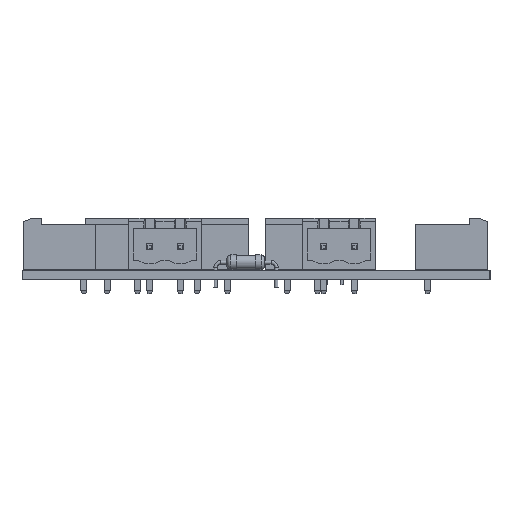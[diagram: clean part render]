
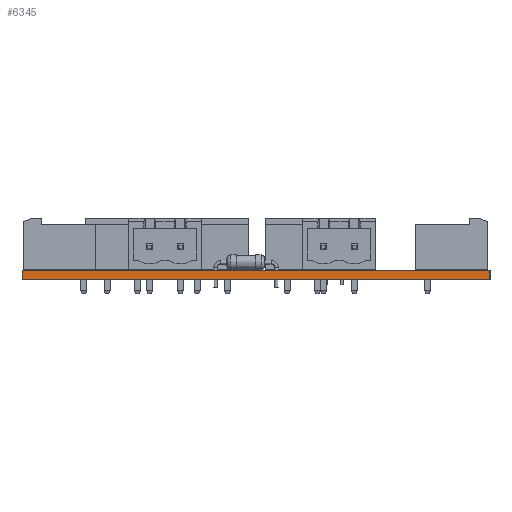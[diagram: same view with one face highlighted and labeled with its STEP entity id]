
A CAD part, left-side view. The second image highlights one B-rep face of the part: STEP entity #6345.
In plain terms, the highlighted planar face has unit normal (-1, 0, 0).
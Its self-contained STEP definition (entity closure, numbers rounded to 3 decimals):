
#6164 = PLANE('',#6165);
#6165 = AXIS2_PLACEMENT_3D('',#6166,#6167,#6168);
#6166 = CARTESIAN_POINT('',(212.598,-132.08,0.));
#6167 = DIRECTION('',(0.,-1.,0.));
#6168 = DIRECTION('',(-1.,0.,0.));
#6189 = VERTEX_POINT('',#6190);
#6190 = CARTESIAN_POINT('',(81.28,-132.08,1.58));
#6204 = PLANE('',#6205);
#6205 = AXIS2_PLACEMENT_3D('',#6206,#6207,#6208);
#6206 = CARTESIAN_POINT('',(146.939,-93.123,1.58));
#6207 = DIRECTION('',(-0.,-0.,-1.));
#6208 = DIRECTION('',(-1.,0.,0.));
#6216 = EDGE_CURVE('',#6217,#6189,#6219,.T.);
#6217 = VERTEX_POINT('',#6218);
#6218 = CARTESIAN_POINT('',(81.28,-132.08,0.));
#6219 = SURFACE_CURVE('',#6220,(#6224,#6231),.PCURVE_S1.);
#6220 = LINE('',#6221,#6222);
#6221 = CARTESIAN_POINT('',(81.28,-132.08,0.));
#6222 = VECTOR('',#6223,1.);
#6223 = DIRECTION('',(0.,0.,1.));
#6224 = PCURVE('',#6164,#6225);
#6225 = DEFINITIONAL_REPRESENTATION('',(#6226),#6230);
#6226 = LINE('',#6227,#6228);
#6227 = CARTESIAN_POINT('',(131.318,0.));
#6228 = VECTOR('',#6229,1.);
#6229 = DIRECTION('',(0.,-1.));
#6230 = ( GEOMETRIC_REPRESENTATION_CONTEXT(2) 
PARAMETRIC_REPRESENTATION_CONTEXT() REPRESENTATION_CONTEXT('2D SPACE',''
  ) );
#6231 = PCURVE('',#6232,#6237);
#6232 = PLANE('',#6233);
#6233 = AXIS2_PLACEMENT_3D('',#6234,#6235,#6236);
#6234 = CARTESIAN_POINT('',(81.28,-132.08,0.));
#6235 = DIRECTION('',(-1.,0.,0.));
#6236 = DIRECTION('',(0.,1.,0.));
#6237 = DEFINITIONAL_REPRESENTATION('',(#6238),#6242);
#6238 = LINE('',#6239,#6240);
#6239 = CARTESIAN_POINT('',(0.,0.));
#6240 = VECTOR('',#6241,1.);
#6241 = DIRECTION('',(0.,-1.));
#6242 = ( GEOMETRIC_REPRESENTATION_CONTEXT(2) 
PARAMETRIC_REPRESENTATION_CONTEXT() REPRESENTATION_CONTEXT('2D SPACE',''
  ) );
#6258 = PLANE('',#6259);
#6259 = AXIS2_PLACEMENT_3D('',#6260,#6261,#6262);
#6260 = CARTESIAN_POINT('',(146.939,-93.123,0.));
#6261 = DIRECTION('',(-0.,-0.,-1.));
#6262 = DIRECTION('',(-1.,0.,0.));
#6291 = PLANE('',#6292);
#6292 = AXIS2_PLACEMENT_3D('',#6293,#6294,#6295);
#6293 = CARTESIAN_POINT('',(81.28,-54.165,0.));
#6294 = DIRECTION('',(0.,1.,0.));
#6295 = DIRECTION('',(1.,0.,0.));
#6345 = ADVANCED_FACE('',(#6346),#6232,.T.);
#6346 = FACE_BOUND('',#6347,.T.);
#6347 = EDGE_LOOP('',(#6348,#6349,#6372,#6395));
#6348 = ORIENTED_EDGE('',*,*,#6216,.T.);
#6349 = ORIENTED_EDGE('',*,*,#6350,.T.);
#6350 = EDGE_CURVE('',#6189,#6351,#6353,.T.);
#6351 = VERTEX_POINT('',#6352);
#6352 = CARTESIAN_POINT('',(81.28,-54.165,1.58));
#6353 = SURFACE_CURVE('',#6354,(#6358,#6365),.PCURVE_S1.);
#6354 = LINE('',#6355,#6356);
#6355 = CARTESIAN_POINT('',(81.28,-132.08,1.58));
#6356 = VECTOR('',#6357,1.);
#6357 = DIRECTION('',(0.,1.,0.));
#6358 = PCURVE('',#6232,#6359);
#6359 = DEFINITIONAL_REPRESENTATION('',(#6360),#6364);
#6360 = LINE('',#6361,#6362);
#6361 = CARTESIAN_POINT('',(0.,-1.58));
#6362 = VECTOR('',#6363,1.);
#6363 = DIRECTION('',(1.,0.));
#6364 = ( GEOMETRIC_REPRESENTATION_CONTEXT(2) 
PARAMETRIC_REPRESENTATION_CONTEXT() REPRESENTATION_CONTEXT('2D SPACE',''
  ) );
#6365 = PCURVE('',#6204,#6366);
#6366 = DEFINITIONAL_REPRESENTATION('',(#6367),#6371);
#6367 = LINE('',#6368,#6369);
#6368 = CARTESIAN_POINT('',(65.659,-38.958));
#6369 = VECTOR('',#6370,1.);
#6370 = DIRECTION('',(0.,1.));
#6371 = ( GEOMETRIC_REPRESENTATION_CONTEXT(2) 
PARAMETRIC_REPRESENTATION_CONTEXT() REPRESENTATION_CONTEXT('2D SPACE',''
  ) );
#6372 = ORIENTED_EDGE('',*,*,#6373,.F.);
#6373 = EDGE_CURVE('',#6374,#6351,#6376,.T.);
#6374 = VERTEX_POINT('',#6375);
#6375 = CARTESIAN_POINT('',(81.28,-54.165,0.));
#6376 = SURFACE_CURVE('',#6377,(#6381,#6388),.PCURVE_S1.);
#6377 = LINE('',#6378,#6379);
#6378 = CARTESIAN_POINT('',(81.28,-54.165,0.));
#6379 = VECTOR('',#6380,1.);
#6380 = DIRECTION('',(0.,0.,1.));
#6381 = PCURVE('',#6232,#6382);
#6382 = DEFINITIONAL_REPRESENTATION('',(#6383),#6387);
#6383 = LINE('',#6384,#6385);
#6384 = CARTESIAN_POINT('',(77.915,0.));
#6385 = VECTOR('',#6386,1.);
#6386 = DIRECTION('',(0.,-1.));
#6387 = ( GEOMETRIC_REPRESENTATION_CONTEXT(2) 
PARAMETRIC_REPRESENTATION_CONTEXT() REPRESENTATION_CONTEXT('2D SPACE',''
  ) );
#6388 = PCURVE('',#6291,#6389);
#6389 = DEFINITIONAL_REPRESENTATION('',(#6390),#6394);
#6390 = LINE('',#6391,#6392);
#6391 = CARTESIAN_POINT('',(0.,0.));
#6392 = VECTOR('',#6393,1.);
#6393 = DIRECTION('',(0.,-1.));
#6394 = ( GEOMETRIC_REPRESENTATION_CONTEXT(2) 
PARAMETRIC_REPRESENTATION_CONTEXT() REPRESENTATION_CONTEXT('2D SPACE',''
  ) );
#6395 = ORIENTED_EDGE('',*,*,#6396,.F.);
#6396 = EDGE_CURVE('',#6217,#6374,#6397,.T.);
#6397 = SURFACE_CURVE('',#6398,(#6402,#6409),.PCURVE_S1.);
#6398 = LINE('',#6399,#6400);
#6399 = CARTESIAN_POINT('',(81.28,-132.08,0.));
#6400 = VECTOR('',#6401,1.);
#6401 = DIRECTION('',(0.,1.,0.));
#6402 = PCURVE('',#6232,#6403);
#6403 = DEFINITIONAL_REPRESENTATION('',(#6404),#6408);
#6404 = LINE('',#6405,#6406);
#6405 = CARTESIAN_POINT('',(0.,0.));
#6406 = VECTOR('',#6407,1.);
#6407 = DIRECTION('',(1.,0.));
#6408 = ( GEOMETRIC_REPRESENTATION_CONTEXT(2) 
PARAMETRIC_REPRESENTATION_CONTEXT() REPRESENTATION_CONTEXT('2D SPACE',''
  ) );
#6409 = PCURVE('',#6258,#6410);
#6410 = DEFINITIONAL_REPRESENTATION('',(#6411),#6415);
#6411 = LINE('',#6412,#6413);
#6412 = CARTESIAN_POINT('',(65.659,-38.958));
#6413 = VECTOR('',#6414,1.);
#6414 = DIRECTION('',(0.,1.));
#6415 = ( GEOMETRIC_REPRESENTATION_CONTEXT(2) 
PARAMETRIC_REPRESENTATION_CONTEXT() REPRESENTATION_CONTEXT('2D SPACE',''
  ) );
